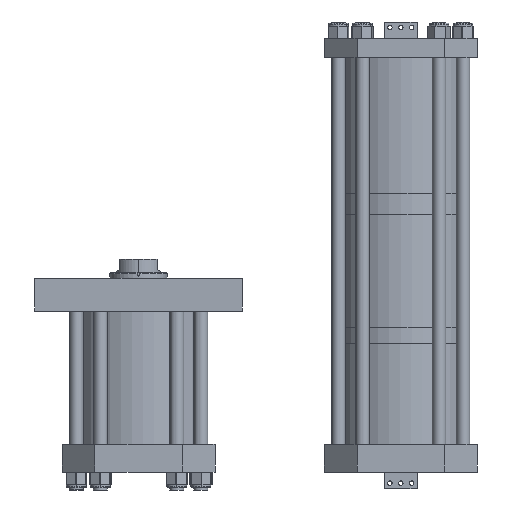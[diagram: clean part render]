
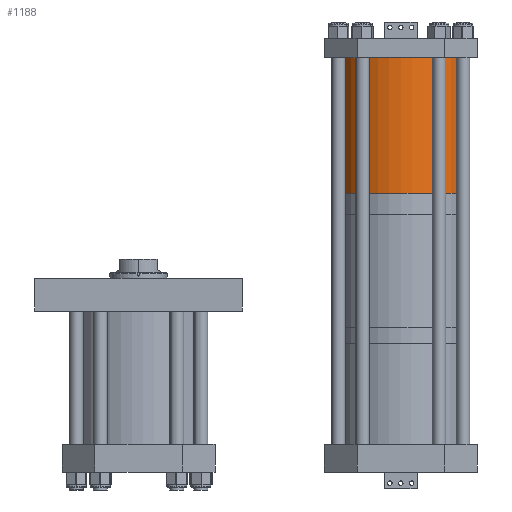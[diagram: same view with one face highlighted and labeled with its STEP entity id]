
A CAD part, front view. The second image highlights one B-rep face of the part: STEP entity #1188.
In plain terms, the highlighted cylindrical face has radius 152.4 mm (diameter 304.8 mm), a partial arc.
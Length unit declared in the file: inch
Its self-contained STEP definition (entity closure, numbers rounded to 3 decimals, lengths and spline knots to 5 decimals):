
#195 = CARTESIAN_POINT ( 'NONE',  ( 6., 0., 12.407 ) ) ;
#773 = CARTESIAN_POINT ( 'NONE',  ( 6., 0., 0. ) ) ;
#1188 = ADVANCED_FACE ( 'NONE', ( #2477 ), #10912, .T. ) ;
#1794 = AXIS2_PLACEMENT_3D ( 'NONE', #2762, #14671, #17654 ) ;
#2477 = FACE_OUTER_BOUND ( 'NONE', #18140, .T. ) ;
#2762 = CARTESIAN_POINT ( 'NONE',  ( 0., 0., 0. ) ) ;
#2833 = CARTESIAN_POINT ( 'NONE',  ( -6., 0., 12.407 ) ) ;
#3387 = CARTESIAN_POINT ( 'NONE',  ( -6., 0., 12.407 ) ) ;
#3589 = CARTESIAN_POINT ( 'NONE',  ( 0., 0., 12.407 ) ) ;
#4268 = LINE ( 'NONE', #17629, #18536 ) ;
#8196 = EDGE_CURVE ( 'NONE', #11711, #9711, #4268, .T. ) ;
#8356 = AXIS2_PLACEMENT_3D ( 'NONE', #3589, #18344, #11172 ) ;
#9516 = CARTESIAN_POINT ( 'NONE',  ( -6., 0., 0. ) ) ;
#9711 = VERTEX_POINT ( 'NONE', #773 ) ;
#10521 = LINE ( 'NONE', #3387, #18940 ) ;
#10600 = EDGE_CURVE ( 'NONE', #11618, #10743, #10521, .T. ) ;
#10743 = VERTEX_POINT ( 'NONE', #9516 ) ;
#10912 = CYLINDRICAL_SURFACE ( 'NONE', #12129, 6. ) ;
#11014 = DIRECTION ( 'NONE',  ( 0., 0., -1. ) ) ;
#11104 = ORIENTED_EDGE ( 'NONE', *, *, #10600, .T. ) ;
#11172 = DIRECTION ( 'NONE',  ( 1., 0., 0. ) ) ;
#11173 = ORIENTED_EDGE ( 'NONE', *, *, #12730, .F. ) ;
#11424 = CIRCLE ( 'NONE', #8356, 6. ) ;
#11618 = VERTEX_POINT ( 'NONE', #2833 ) ;
#11711 = VERTEX_POINT ( 'NONE', #195 ) ;
#12129 = AXIS2_PLACEMENT_3D ( 'NONE', #18707, #11014, #12514 ) ;
#12514 = DIRECTION ( 'NONE',  ( -1., 0., 0. ) ) ;
#12730 = EDGE_CURVE ( 'NONE', #11618, #11711, #11424, .T. ) ;
#14671 = DIRECTION ( 'NONE',  ( 0., 0., 1. ) ) ;
#15043 = ORIENTED_EDGE ( 'NONE', *, *, #18367, .T. ) ;
#15431 = DIRECTION ( 'NONE',  ( 0., 0., -1. ) ) ;
#16829 = ORIENTED_EDGE ( 'NONE', *, *, #8196, .F. ) ;
#17334 = CIRCLE ( 'NONE', #1794, 6. ) ;
#17629 = CARTESIAN_POINT ( 'NONE',  ( 6., 0., 12.407 ) ) ;
#17654 = DIRECTION ( 'NONE',  ( 1., 0., 0. ) ) ;
#18140 = EDGE_LOOP ( 'NONE', ( #16829, #11173, #11104, #15043 ) ) ;
#18344 = DIRECTION ( 'NONE',  ( 0., 0., 1. ) ) ;
#18367 = EDGE_CURVE ( 'NONE', #10743, #9711, #17334, .T. ) ;
#18536 = VECTOR ( 'NONE', #19194, 39.37008 ) ;
#18707 = CARTESIAN_POINT ( 'NONE',  ( 0., 0., 12.407 ) ) ;
#18940 = VECTOR ( 'NONE', #15431, 39.37008 ) ;
#19194 = DIRECTION ( 'NONE',  ( 0., 0., -1. ) ) ;
